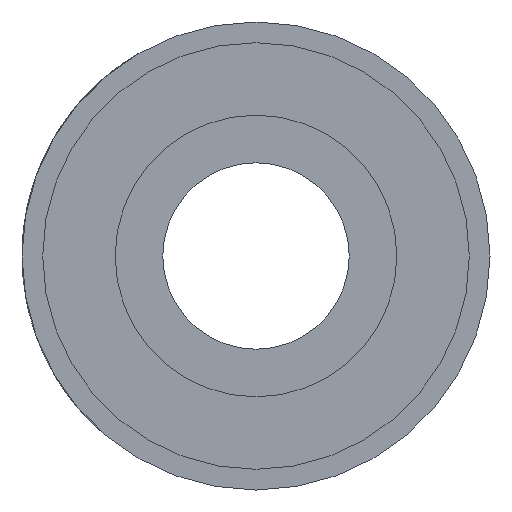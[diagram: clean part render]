
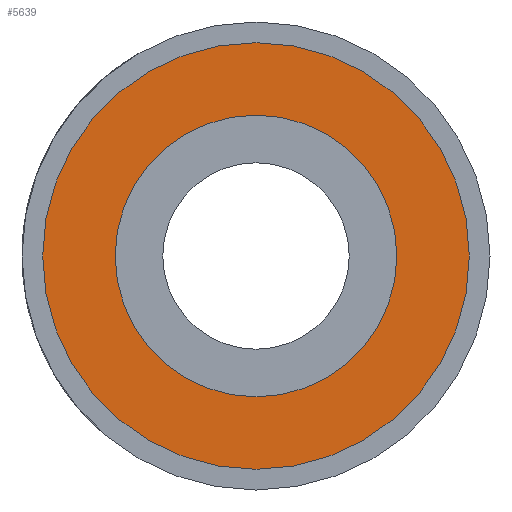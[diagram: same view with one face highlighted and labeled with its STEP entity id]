
A CAD part, left-side view. The second image highlights one B-rep face of the part: STEP entity #5639.
In plain terms, the highlighted planar face has unit normal (-1, 0, 0).
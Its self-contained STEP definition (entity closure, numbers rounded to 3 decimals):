
#174 = CARTESIAN_POINT ( 'NONE',  ( 0., 0., -6.8 ) ) ;
#514 = ORIENTED_EDGE ( 'NONE', *, *, #2624, .T. ) ;
#1764 = CIRCLE ( 'NONE', #7166, 6.8 ) ;
#1825 = CARTESIAN_POINT ( 'NONE',  ( 0., 0., 0. ) ) ;
#1932 = DIRECTION ( 'NONE',  ( -1., 0., 0. ) ) ;
#1957 = ORIENTED_EDGE ( 'NONE', *, *, #7830, .T. ) ;
#2022 = CARTESIAN_POINT ( 'NONE',  ( 0., 0., -10.3 ) ) ;
#2265 = FACE_OUTER_BOUND ( 'NONE', #5194, .T. ) ;
#2498 = DIRECTION ( 'NONE',  ( 0., 0., 1. ) ) ;
#2566 = AXIS2_PLACEMENT_3D ( 'NONE', #8572, #1932, #4339 ) ;
#2624 = EDGE_CURVE ( 'NONE', #6975, #5381, #4873, .T. ) ;
#2847 = FACE_BOUND ( 'NONE', #5688, .T. ) ;
#3217 = EDGE_CURVE ( 'NONE', #3748, #8725, #7935, .T. ) ;
#3324 = AXIS2_PLACEMENT_3D ( 'NONE', #8175, #4291, #5119 ) ;
#3386 = DIRECTION ( 'NONE',  ( 0., 0., -1. ) ) ;
#3479 = DIRECTION ( 'NONE',  ( 0., 0., -1. ) ) ;
#3748 = VERTEX_POINT ( 'NONE', #174 ) ;
#4012 = DIRECTION ( 'NONE',  ( -1., 0., 0. ) ) ;
#4106 = EDGE_CURVE ( 'NONE', #8725, #3748, #1764, .T. ) ;
#4291 = DIRECTION ( 'NONE',  ( 1., 0., 0. ) ) ;
#4339 = DIRECTION ( 'NONE',  ( 0., 0., 1. ) ) ;
#4873 = CIRCLE ( 'NONE', #7034, 10.3 ) ;
#5119 = DIRECTION ( 'NONE',  ( 0., 0., -1. ) ) ;
#5183 = AXIS2_PLACEMENT_3D ( 'NONE', #7789, #4012, #3386 ) ;
#5194 = EDGE_LOOP ( 'NONE', ( #514, #1957 ) ) ;
#5240 = ORIENTED_EDGE ( 'NONE', *, *, #4106, .F. ) ;
#5381 = VERTEX_POINT ( 'NONE', #2022 ) ;
#5639 = ADVANCED_FACE ( 'NONE', ( #2847, #2265 ), #9542, .F. ) ;
#5673 = CARTESIAN_POINT ( 'NONE',  ( 0., 0., 0. ) ) ;
#5688 = EDGE_LOOP ( 'NONE', ( #5240, #8447 ) ) ;
#6194 = CARTESIAN_POINT ( 'NONE',  ( 0., 0., 10.3 ) ) ;
#6975 = VERTEX_POINT ( 'NONE', #6194 ) ;
#7034 = AXIS2_PLACEMENT_3D ( 'NONE', #1825, #9143, #2498 ) ;
#7166 = AXIS2_PLACEMENT_3D ( 'NONE', #5673, #8667, #3479 ) ;
#7359 = CIRCLE ( 'NONE', #2566, 10.3 ) ;
#7789 = CARTESIAN_POINT ( 'NONE',  ( 0., 0., 0. ) ) ;
#7830 = EDGE_CURVE ( 'NONE', #5381, #6975, #7359, .T. ) ;
#7935 = CIRCLE ( 'NONE', #5183, 6.8 ) ;
#8175 = CARTESIAN_POINT ( 'NONE',  ( 0., 0., 0. ) ) ;
#8205 = CARTESIAN_POINT ( 'NONE',  ( 0., 0., 6.8 ) ) ;
#8447 = ORIENTED_EDGE ( 'NONE', *, *, #3217, .F. ) ;
#8572 = CARTESIAN_POINT ( 'NONE',  ( 0., 0., 0. ) ) ;
#8667 = DIRECTION ( 'NONE',  ( -1., 0., 0. ) ) ;
#8725 = VERTEX_POINT ( 'NONE', #8205 ) ;
#9143 = DIRECTION ( 'NONE',  ( -1., 0., 0. ) ) ;
#9542 = PLANE ( 'NONE',  #3324 ) ;
